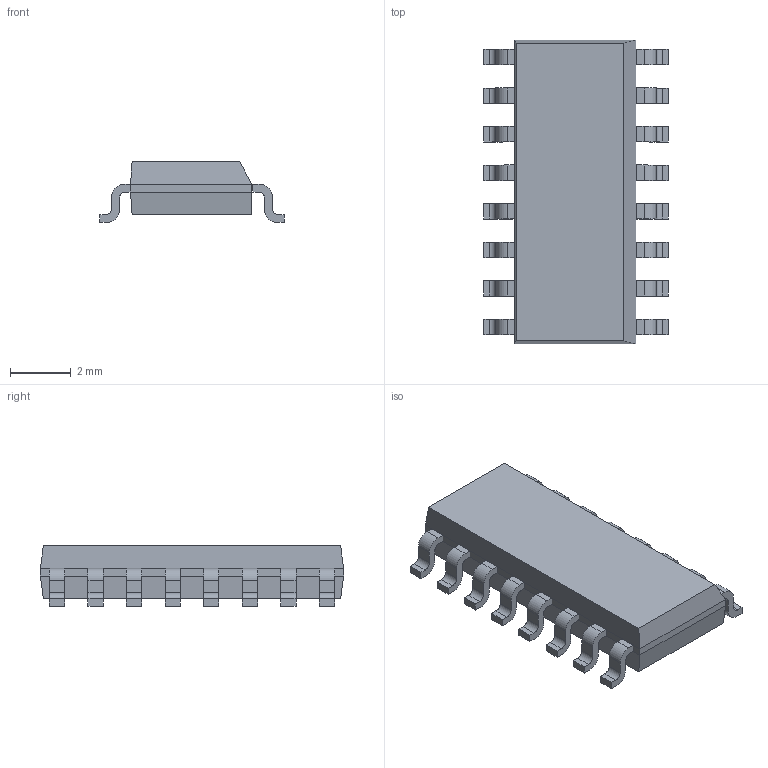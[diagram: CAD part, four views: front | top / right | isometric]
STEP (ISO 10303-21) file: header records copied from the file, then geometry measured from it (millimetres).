
FILE_DESCRIPTION(('FreeCAD Model'),'2;1');
FILE_NAME('soic-16-n.stp', '2015-11-29T16:55:01',('Author'),(''), 'Open CASCADE STEP processor 6.7','FreeCAD','Unknown');
FILE_SCHEMA(('AUTOMOTIVE_DESIGN_CC2 { 1 2 10303 214 -1 1 5 4 }'));
Length unit declared in the file: millimetre
Products named in the file (4): ASSEMBLY; Chamfer; Array_(Mirror_#1); Array
Assembly tree (3 placements, depth 2):
  ASSEMBLY
    Chamfer
    Array_(Mirror_#1)
    Array
Bounding box: 6.08 x 10 x 2 mm (x, y, z)
Volume: 71.3 mm3; surface area: 170.7 mm2
Topology: 17 solids, 17 shells, 238 faces, 606 edges, 402 vertices
Faces by surface type: plane 174, cylinder 64
Entity records: 15410 total; most frequent: CARTESIAN_POINT 2846, DIRECTION 2366, LINE 1562, VECTOR 1562, ORIENTED_EDGE 1212, PCURVE 1212, DEFINITIONAL_REPRESENTATION 1212, EDGE_CURVE 606
